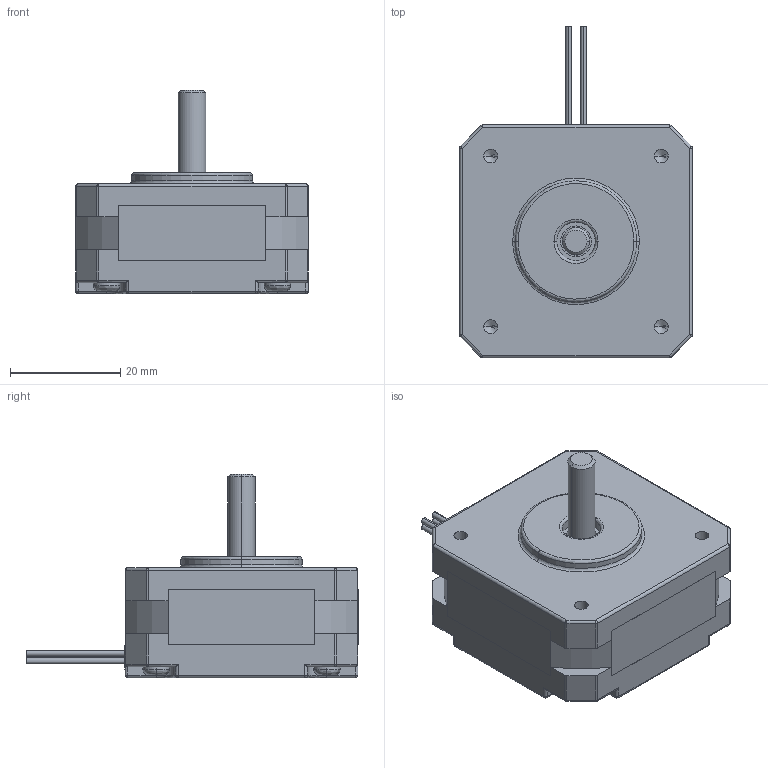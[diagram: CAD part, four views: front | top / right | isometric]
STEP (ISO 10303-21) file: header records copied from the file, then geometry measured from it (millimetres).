
FILE_DESCRIPTION (( 'STEP AP214' ), '1' );
FILE_NAME ('17HM08-1204S.STEP', '2018-03-05T08:33:38', ( '' ), ( '' ), 'SwSTEP 2.0', 'SolidWorks 2014', '' );
FILE_SCHEMA (( 'AUTOMOTIVE_DESIGN' ));
Length unit declared in the file: millimetre
Products named in the file (1): 17HM08-1204S
Bounding box: 42.32 x 60.31 x 37 mm (x, y, z)
Volume: 35100.8 mm3; surface area: 7849.8 mm2
Topology: 1 solids, 1 shells, 313 faces, 782 edges, 468 vertices
Faces by surface type: plane 155, cylinder 102, bspline 44, cone 12
Entity records: 13534 total; most frequent: CARTESIAN_POINT 3016, ORIENTED_EDGE 1516, DIRECTION 1405, EDGE_CURVE 758, AXIS2_PLACEMENT_3D 485, VERTEX_POINT 468, VECTOR 435, LINE 435
